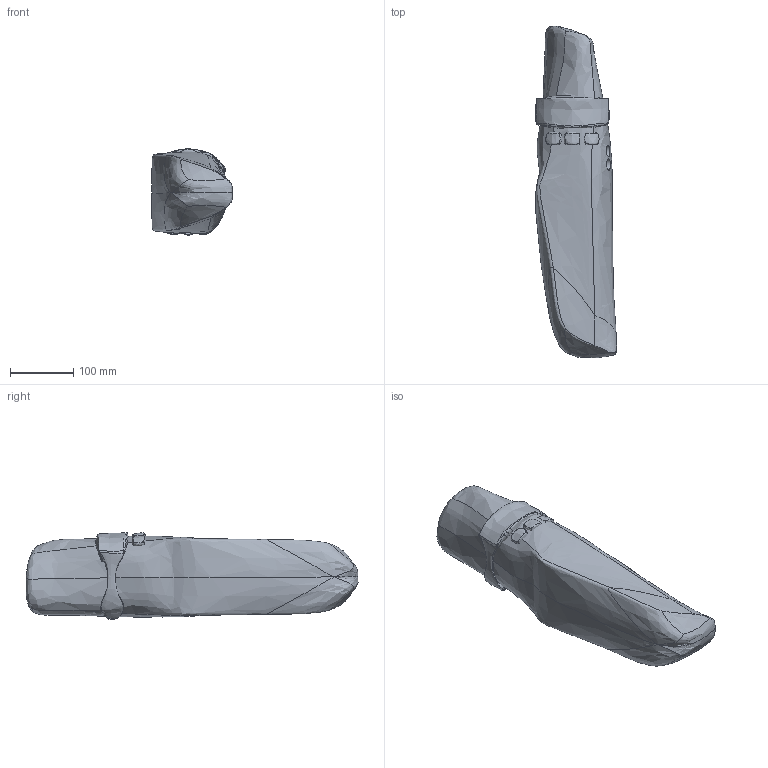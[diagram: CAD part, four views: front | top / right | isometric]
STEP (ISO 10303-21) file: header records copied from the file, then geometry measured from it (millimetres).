
FILE_DESCRIPTION(/* description */ (''),/* implementation_level */ '2;1');
FILE_NAME(/* name */ 'handgrip.step',/* time_stamp */ '2018-04-20T21:09:39+02:00',/* author */ ('alvaromiph'),/* organization */ (''),/* preprocessor_version */ 'ST-DEVELOPER v17',/* originating_system */ 'Autodesk Translation Framework v7.1.0.215',/* authorisation */ '');
FILE_SCHEMA (('AUTOMOTIVE_DESIGN { 1 0 10303 214 3 1 1 }'));
Length unit declared in the file: millimetre
Products named in the file (6): Untitled; Component4; vibra2; Component7; Component8; Component9
Assembly tree (5 placements, depth 2):
  Untitled
    Component4
    vibra2
    Component7
    Component8
    Component9
Bounding box: 127.75 x 523.54 x 136.44 mm (x, y, z)
Volume: 5319261.3 mm3; surface area: 234137.7 mm2
Topology: 5 solids, 5 shells, 89 faces, 219 edges, 140 vertices
Faces by surface type: bspline 77, cylinder 6, plane 6
Full cylindrical faces by diameter (mm): 18.211 x6
Entity records: 24085 total; most frequent: CARTESIAN_POINT 22405, ORIENTED_EDGE 434, EDGE_CURVE 217, B_SPLINE_CURVE_WITH_KNOTS 184, VERTEX_POINT 140, EDGE_LOOP 93, FACE_OUTER_BOUND 89, ADVANCED_FACE 89
